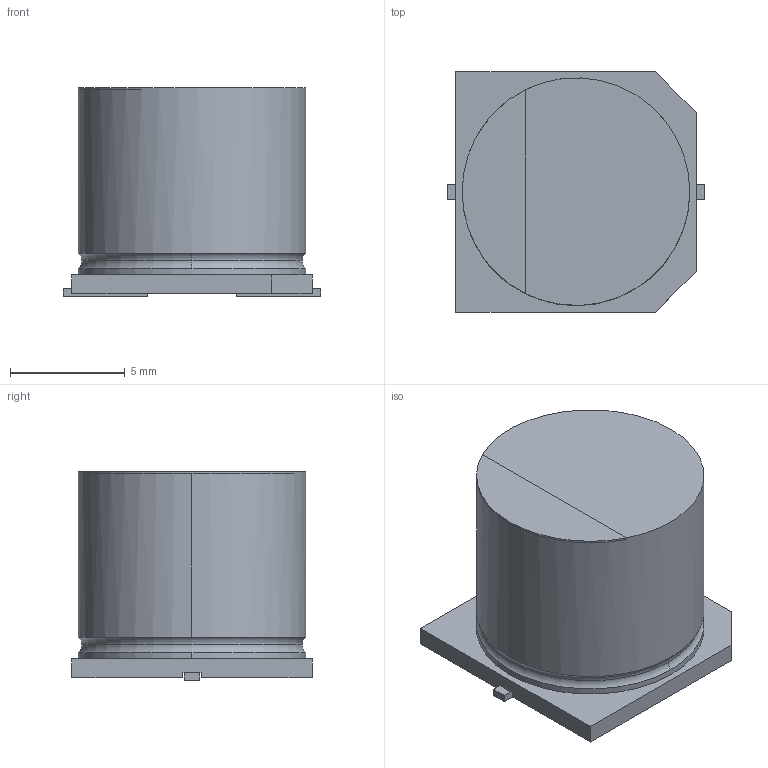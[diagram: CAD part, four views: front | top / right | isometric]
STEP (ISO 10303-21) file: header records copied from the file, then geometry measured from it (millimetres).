
FILE_DESCRIPTION(('FreeCAD Model'),'2;1');
FILE_NAME('cap_elco_10x10x10.step','2018-03-15T21:29:09',('kicad StepUp'),('ksu MCAD'), 'Open CASCADE STEP processor 6.8','FreeCAD','Unknown');
FILE_SCHEMA(('AUTOMOTIVE_DESIGN_CC2 { 1 2 10303 214 -1 1 5 4 }'));
Length unit declared in the file: millimetre
Products named in the file (1): cap_elco_10x10x10
Bounding box: 11.22 x 10.45 x 9.07 mm (x, y, z)
Volume: 711.8 mm3; surface area: 511.4 mm2
Topology: 1 solids, 1 shells, 36 faces, 92 edges, 59 vertices
Faces by surface type: plane 26, cylinder 6, torus 4
Entity records: 1350 total; most frequent: CARTESIAN_POINT 188, DIRECTION 188, ORIENTED_EDGE 184, EDGE_CURVE 92, LINE 70, VECTOR 70, AXIS2_PLACEMENT_3D 59, VERTEX_POINT 59
